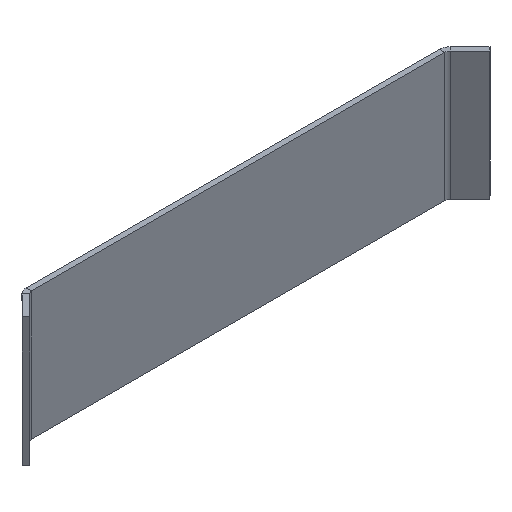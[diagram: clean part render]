
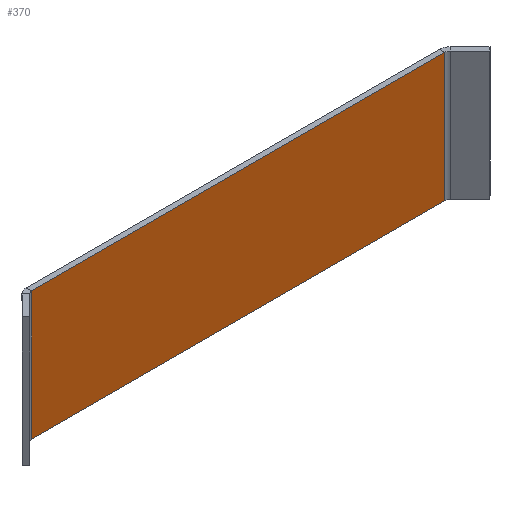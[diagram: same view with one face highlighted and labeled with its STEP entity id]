
A CAD part, isometric view. The second image highlights one B-rep face of the part: STEP entity #370.
In plain terms, the highlighted free-form (B-spline) face has degree [1, 1] with [2, 2] control points.
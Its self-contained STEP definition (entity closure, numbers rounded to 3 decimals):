
#33 = ORIENTED_EDGE ( 'NONE', *, *, #106, .F. ) ;
#41 = EDGE_CURVE ( 'NONE', #623, #408, #649, .T. ) ;
#46 = B_SPLINE_CURVE_WITH_KNOTS ( 'NONE', 1,
 ( #162, #380 ),
 .UNSPECIFIED., .F., .F.,
 ( 2, 2 ),
 ( 0., 1. ),
 .UNSPECIFIED. ) ;
#49 = EDGE_CURVE ( 'NONE', #130, #511, #438, .T. ) ;
#59 = CARTESIAN_POINT ( 'NONE',  ( -898.997, 73.239, 0. ) ) ;
#73 = CARTESIAN_POINT ( 'NONE',  ( -127.346, 73.239, 240. ) ) ;
#77 = CARTESIAN_POINT ( 'NONE',  ( -898.997, 73.239, 240. ) ) ;
#106 = EDGE_CURVE ( 'NONE', #511, #408, #156, .T. ) ;
#117 = EDGE_LOOP ( 'NONE', ( #33, #614, #487, #385 ) ) ;
#130 = VERTEX_POINT ( 'NONE', #270 ) ;
#148 = CARTESIAN_POINT ( 'NONE',  ( -898.997, 73.239, 0. ) ) ;
#152 = CARTESIAN_POINT ( 'NONE',  ( -127.346, 73.239, 0. ) ) ;
#154 = CARTESIAN_POINT ( 'NONE',  ( -898.997, 73.239, 240. ) ) ;
#156 = B_SPLINE_CURVE_WITH_KNOTS ( 'NONE', 1,
 ( #77, #73 ),
 .UNSPECIFIED., .F., .F.,
 ( 2, 2 ),
 ( 0., 1. ),
 .UNSPECIFIED. ) ;
#162 = CARTESIAN_POINT ( 'NONE',  ( -898.997, 73.239, 0. ) ) ;
#270 = CARTESIAN_POINT ( 'NONE',  ( -898.997, 73.239, 0. ) ) ;
#277 = CARTESIAN_POINT ( 'NONE',  ( -898.997, 73.239, 240. ) ) ;
#354 = CARTESIAN_POINT ( 'NONE',  ( -127.346, 73.239, 240. ) ) ;
#370 = ADVANCED_FACE ( 'NONE', ( #615 ), #603, .T. ) ;
#380 = CARTESIAN_POINT ( 'NONE',  ( -127.346, 73.239, 0. ) ) ;
#385 = ORIENTED_EDGE ( 'NONE', *, *, #41, .T. ) ;
#408 = VERTEX_POINT ( 'NONE', #354 ) ;
#438 = B_SPLINE_CURVE_WITH_KNOTS ( 'NONE', 1,
 ( #59, #568 ),
 .UNSPECIFIED., .F., .F.,
 ( 2, 2 ),
 ( -1., 0. ),
 .UNSPECIFIED. ) ;
#487 = ORIENTED_EDGE ( 'NONE', *, *, #553, .T. ) ;
#506 = CARTESIAN_POINT ( 'NONE',  ( -127.346, 73.239, 0. ) ) ;
#511 = VERTEX_POINT ( 'NONE', #277 ) ;
#518 = CARTESIAN_POINT ( 'NONE',  ( -127.346, 73.239, 0. ) ) ;
#553 = EDGE_CURVE ( 'NONE', #130, #623, #46, .T. ) ;
#568 = CARTESIAN_POINT ( 'NONE',  ( -898.997, 73.239, 240. ) ) ;
#569 = CARTESIAN_POINT ( 'NONE',  ( -127.346, 73.239, 240. ) ) ;
#603 = B_SPLINE_SURFACE_WITH_KNOTS ( 'NONE', 1, 1, ( 
 ( #148, #154 ),
 ( #152, #569 ) ),
 .UNSPECIFIED., .F., .F., .F.,
 ( 2, 2 ),
 ( 2, 2 ),
 ( 0., 1. ),
 ( 0., 1. ),
 .UNSPECIFIED. ) ;
#610 = CARTESIAN_POINT ( 'NONE',  ( -127.346, 73.239, 240. ) ) ;
#614 = ORIENTED_EDGE ( 'NONE', *, *, #49, .F. ) ;
#615 = FACE_OUTER_BOUND ( 'NONE', #117, .T. ) ;
#623 = VERTEX_POINT ( 'NONE', #506 ) ;
#649 = B_SPLINE_CURVE_WITH_KNOTS ( 'NONE', 1,
 ( #518, #610 ),
 .UNSPECIFIED., .F., .F.,
 ( 2, 2 ),
 ( 0., 1. ),
 .UNSPECIFIED. ) ;
